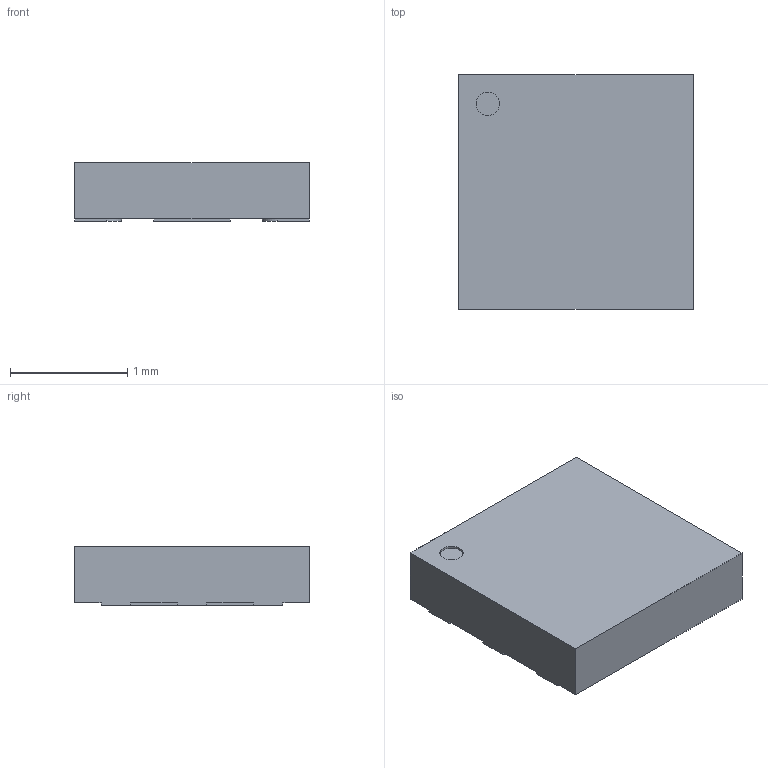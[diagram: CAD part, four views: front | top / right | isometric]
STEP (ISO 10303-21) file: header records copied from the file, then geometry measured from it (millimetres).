
FILE_DESCRIPTION(/* description */ ('Unknown'),/* implementation_level */ '2;1');
FILE_NAME(/* name */ 'U_Wurth_WSEN-TIDS_2521020222501',/* time_stamp */ '2025-11-10T11:21:59+08:00',/* author */ ('Unknown'),/* organization */ ('Unknown'),/* preprocessor_version */ 'ST-DEVELOPER v19.4',/* originating_system */ 'Solid Edge',/* authorisation */ 'Unknown');
FILE_SCHEMA (('AUTOMOTIVE_DESIGN {1 0 10303 214 3 1 1}'));
Length unit declared in the file: millimetre
Products named in the file (1): U_Wurth_WSEN-TIDS_2521020222501
Bounding box: 2 x 2 x 0.5 mm (x, y, z)
Volume: 1.9 mm3; surface area: 12.1 mm2
Topology: 1 solids, 1 shells, 38 faces, 102 edges, 68 vertices
Faces by surface type: plane 31, cylinder 7
Full cylindrical faces by diameter (mm): 0.2 x1
Entity records: 1467 total; most frequent: CARTESIAN_POINT 208, ORIENTED_EDGE 202, DIRECTION 193, EDGE_CURVE 101, LINE 87, VECTOR 87, VERTEX_POINT 68, AXIS2_PLACEMENT_3D 53
